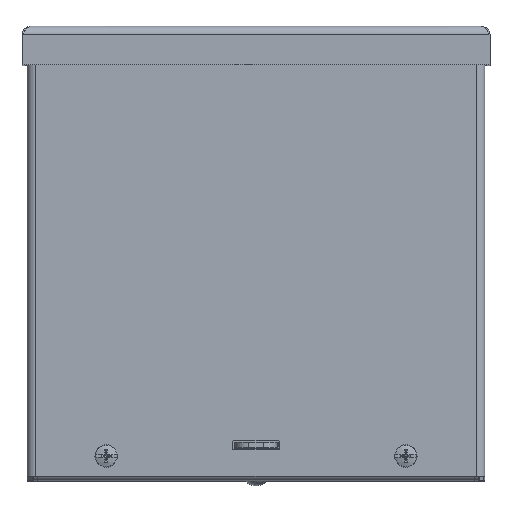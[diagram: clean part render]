
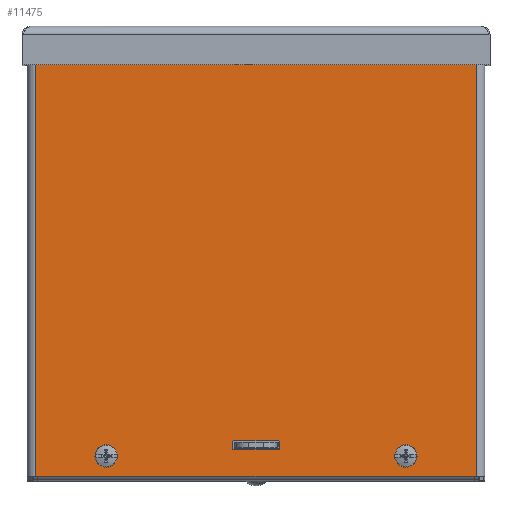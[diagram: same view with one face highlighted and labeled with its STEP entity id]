
A CAD part, top view. The second image highlights one B-rep face of the part: STEP entity #11475.
In plain terms, the highlighted planar face has unit normal (0, 0, 1).
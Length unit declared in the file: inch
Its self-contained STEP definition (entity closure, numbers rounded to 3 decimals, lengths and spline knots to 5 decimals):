
#67 = CARTESIAN_POINT ( 'NONE',  ( 4.059, 3.95313, 4.19362 ) ) ;
#76 = VERTEX_POINT ( 'NONE', #14026 ) ;
#98 = CIRCLE ( 'NONE', #5835, 0.03125 ) ;
#137 = CARTESIAN_POINT ( 'NONE',  ( 0.42188, -1.63713, 4.19362 ) ) ;
#401 = VERTEX_POINT ( 'NONE', #13873 ) ;
#528 = PLANE ( 'NONE',  #13994 ) ;
#556 = CARTESIAN_POINT ( 'NONE',  ( -2.53125, 3.59375, 4.19362 ) ) ;
#905 = DIRECTION ( 'NONE',  ( 1., 0., 0. ) ) ;
#1249 = DIRECTION ( 'NONE',  ( -1., 0., 0. ) ) ;
#1261 = CIRCLE ( 'NONE', #15337, 0.125 ) ;
#1473 = DIRECTION ( 'NONE',  ( -1., 0., 0. ) ) ;
#1561 = LINE ( 'NONE', #8983, #17557 ) ;
#1764 = EDGE_CURVE ( 'NONE', #3373, #8643, #16708, .T. ) ;
#1883 = EDGE_LOOP ( 'NONE', ( #7094 ) ) ;
#2115 = CARTESIAN_POINT ( 'NONE',  ( -0.42188, -1.71525, 4.19362 ) ) ;
#2161 = CARTESIAN_POINT ( 'NONE',  ( 0.39062, -3.44613, 4.19362 ) ) ;
#2214 = ORIENTED_EDGE ( 'NONE', *, *, #5160, .T. ) ;
#2267 = FACE_BOUND ( 'NONE', #3895, .T. ) ;
#2464 = EDGE_CURVE ( 'NONE', #11167, #6863, #1561, .T. ) ;
#2583 = EDGE_LOOP ( 'NONE', ( #16071 ) ) ;
#2644 = DIRECTION ( 'NONE',  ( 0.707, 0.707, 0. ) ) ;
#2697 = EDGE_CURVE ( 'NONE', #11167, #76, #9475, .T. ) ;
#3136 = EDGE_CURVE ( 'NONE', #11911, #5912, #3267, .T. ) ;
#3223 = ORIENTED_EDGE ( 'NONE', *, *, #2697, .F. ) ;
#3267 = LINE ( 'NONE', #9268, #7991 ) ;
#3335 = CARTESIAN_POINT ( 'NONE',  ( 0.39062, -3.28988, 4.19362 ) ) ;
#3373 = VERTEX_POINT ( 'NONE', #4878 ) ;
#3464 = DIRECTION ( 'NONE',  ( 0., 0., 1. ) ) ;
#3895 = EDGE_LOOP ( 'NONE', ( #15429, #15424, #2214, #16147, #7388, #3223, #11634, #13431 ) ) ;
#3963 = VERTEX_POINT ( 'NONE', #2161 ) ;
#4697 = CARTESIAN_POINT ( 'NONE',  ( -2.65625, -3.5625, 4.19362 ) ) ;
#4844 = VECTOR ( 'NONE', #1249, 39.37008 ) ;
#4878 = CARTESIAN_POINT ( 'NONE',  ( 0.42187, -3.32113, 4.19362 ) ) ;
#4895 = VECTOR ( 'NONE', #17379, 39.37008 ) ;
#4929 = DIRECTION ( 'NONE',  ( 0., 0., -1. ) ) ;
#5160 = EDGE_CURVE ( 'NONE', #3963, #7200, #16893, .T. ) ;
#5461 = FACE_BOUND ( 'NONE', #1883, .T. ) ;
#5591 = CARTESIAN_POINT ( 'NONE',  ( 3.90625, -1.95313, 4.19362 ) ) ;
#5608 = CARTESIAN_POINT ( 'NONE',  ( 0.21094, -3.44613, 4.19362 ) ) ;
#5771 = LINE ( 'NONE', #13154, #8993 ) ;
#5781 = ORIENTED_EDGE ( 'NONE', *, *, #10321, .T. ) ;
#5835 = AXIS2_PLACEMENT_3D ( 'NONE', #6254, #3464, #11787 ) ;
#5879 = EDGE_CURVE ( 'NONE', #14201, #76, #7705, .T. ) ;
#5912 = VERTEX_POINT ( 'NONE', #14572 ) ;
#5920 = DIRECTION ( 'NONE',  ( 0., 0., -1. ) ) ;
#5924 = EDGE_CURVE ( 'NONE', #5912, #12530, #5771, .T. ) ;
#5933 = DIRECTION ( 'NONE',  ( 0., -1., 0. ) ) ;
#6167 = EDGE_CURVE ( 'NONE', #3963, #8643, #16750, .T. ) ;
#6254 = CARTESIAN_POINT ( 'NONE',  ( -0.39063, -3.41488, 4.19362 ) ) ;
#6438 = EDGE_CURVE ( 'NONE', #14201, #7200, #98, .T. ) ;
#6582 = DIRECTION ( 'NONE',  ( 1., 0., 0. ) ) ;
#6633 = EDGE_LOOP ( 'NONE', ( #12597 ) ) ;
#6652 = ORIENTED_EDGE ( 'NONE', *, *, #16028, .T. ) ;
#6853 = CIRCLE ( 'NONE', #7413, 0.03125 ) ;
#6863 = VERTEX_POINT ( 'NONE', #3335 ) ;
#6958 = DIRECTION ( 'NONE',  ( 0.707, -0.707, 0. ) ) ;
#6961 = CIRCLE ( 'NONE', #14905, 0.125 ) ;
#6994 = CARTESIAN_POINT ( 'NONE',  ( -0.39063, -3.28988, 4.19362 ) ) ;
#7094 = ORIENTED_EDGE ( 'NONE', *, *, #7223, .T. ) ;
#7200 = VERTEX_POINT ( 'NONE', #16738 ) ;
#7223 = EDGE_CURVE ( 'NONE', #401, #401, #7797, .T. ) ;
#7388 = ORIENTED_EDGE ( 'NONE', *, *, #5879, .T. ) ;
#7413 = AXIS2_PLACEMENT_3D ( 'NONE', #8031, #16288, #2644 ) ;
#7705 = LINE ( 'NONE', #2115, #4895 ) ;
#7797 = CIRCLE ( 'NONE', #14929, 0.125 ) ;
#7956 = AXIS2_PLACEMENT_3D ( 'NONE', #13736, #11084, #15097 ) ;
#7991 = VECTOR ( 'NONE', #12086, 39.37008 ) ;
#8031 = CARTESIAN_POINT ( 'NONE',  ( 0.39063, -3.32113, 4.19362 ) ) ;
#8166 = CARTESIAN_POINT ( 'NONE',  ( -3.90625, 3.95312, 4.19362 ) ) ;
#8592 = CARTESIAN_POINT ( 'NONE',  ( 2.65625, -3.5625, 4.19362 ) ) ;
#8643 = VERTEX_POINT ( 'NONE', #9251 ) ;
#8936 = EDGE_CURVE ( 'NONE', #9669, #9669, #1261, .T. ) ;
#8983 = CARTESIAN_POINT ( 'NONE',  ( -0.21094, -3.28988, 4.19362 ) ) ;
#8993 = VECTOR ( 'NONE', #10328, 39.37008 ) ;
#9185 = CARTESIAN_POINT ( 'NONE',  ( -2.65625, 3.59375, 4.19362 ) ) ;
#9251 = CARTESIAN_POINT ( 'NONE',  ( 0.42187, -3.41488, 4.19362 ) ) ;
#9268 = CARTESIAN_POINT ( 'NONE',  ( -3.90625, 1.98438, 4.19362 ) ) ;
#9307 = CARTESIAN_POINT ( 'NONE',  ( 3.90625, 3.95312, 4.19362 ) ) ;
#9335 = FACE_OUTER_BOUND ( 'NONE', #9798, .T. ) ;
#9475 = CIRCLE ( 'NONE', #7956, 0.03125 ) ;
#9528 = VERTEX_POINT ( 'NONE', #9307 ) ;
#9669 = VERTEX_POINT ( 'NONE', #16802 ) ;
#9798 = EDGE_LOOP ( 'NONE', ( #6652, #13340, #17010, #12895 ) ) ;
#10222 = CIRCLE ( 'NONE', #14454, 0.125 ) ;
#10321 = EDGE_CURVE ( 'NONE', #14595, #14595, #6961, .T. ) ;
#10328 = DIRECTION ( 'NONE',  ( 1., 0., 0. ) ) ;
#10366 = DIRECTION ( 'NONE',  ( 1., 0., 0. ) ) ;
#10701 = VECTOR ( 'NONE', #13770, 39.37008 ) ;
#10758 = DIRECTION ( 'NONE',  ( 0., 0., -1. ) ) ;
#11084 = DIRECTION ( 'NONE',  ( 0., 0., 1. ) ) ;
#11167 = VERTEX_POINT ( 'NONE', #6994 ) ;
#11475 = ADVANCED_FACE ( 'NONE', ( #9335, #17138, #14474, #2267, #5461, #16008 ), #528, .F. ) ;
#11617 = CARTESIAN_POINT ( 'NONE',  ( 2.65625, 3.59375, 4.19362 ) ) ;
#11634 = ORIENTED_EDGE ( 'NONE', *, *, #2464, .T. ) ;
#11787 = DIRECTION ( 'NONE',  ( -0.707, -0.707, 0. ) ) ;
#11911 = VERTEX_POINT ( 'NONE', #8166 ) ;
#11931 = DIRECTION ( 'NONE',  ( 0., 0., -1. ) ) ;
#12086 = DIRECTION ( 'NONE',  ( 0., -1., 0. ) ) ;
#12270 = CARTESIAN_POINT ( 'NONE',  ( 3.90625, -3.92188, 4.19362 ) ) ;
#12332 = VECTOR ( 'NONE', #1473, 39.37008 ) ;
#12530 = VERTEX_POINT ( 'NONE', #12270 ) ;
#12553 = DIRECTION ( 'NONE',  ( 0., 0., -1. ) ) ;
#12597 = ORIENTED_EDGE ( 'NONE', *, *, #16468, .T. ) ;
#12609 = DIRECTION ( 'NONE',  ( 1., 0., 0. ) ) ;
#12725 = CARTESIAN_POINT ( 'NONE',  ( 0.39063, -3.41488, 4.19362 ) ) ;
#12895 = ORIENTED_EDGE ( 'NONE', *, *, #5924, .T. ) ;
#13147 = DIRECTION ( 'NONE',  ( 1., 0., 0. ) ) ;
#13154 = CARTESIAN_POINT ( 'NONE',  ( -4.059, -3.92188, 4.19362 ) ) ;
#13304 = CARTESIAN_POINT ( 'NONE',  ( 0., 0.01562, 4.19362 ) ) ;
#13340 = ORIENTED_EDGE ( 'NONE', *, *, #16362, .T. ) ;
#13431 = ORIENTED_EDGE ( 'NONE', *, *, #15664, .F. ) ;
#13495 = LINE ( 'NONE', #67, #4844 ) ;
#13736 = CARTESIAN_POINT ( 'NONE',  ( -0.39063, -3.32113, 4.19362 ) ) ;
#13770 = DIRECTION ( 'NONE',  ( 0., 1., 0. ) ) ;
#13873 = CARTESIAN_POINT ( 'NONE',  ( 2.78125, -3.5625, 4.19362 ) ) ;
#13927 = DIRECTION ( 'NONE',  ( 0., 0., 1. ) ) ;
#13994 = AXIS2_PLACEMENT_3D ( 'NONE', #13304, #4929, #905 ) ;
#14026 = CARTESIAN_POINT ( 'NONE',  ( -0.42188, -3.32113, 4.19362 ) ) ;
#14098 = CARTESIAN_POINT ( 'NONE',  ( 2.78125, 3.59375, 4.19362 ) ) ;
#14148 = DIRECTION ( 'NONE',  ( 1., 0., 0. ) ) ;
#14201 = VERTEX_POINT ( 'NONE', #16137 ) ;
#14281 = VECTOR ( 'NONE', #5933, 39.37008 ) ;
#14362 = VERTEX_POINT ( 'NONE', #556 ) ;
#14454 = AXIS2_PLACEMENT_3D ( 'NONE', #9185, #10758, #6582 ) ;
#14474 = FACE_BOUND ( 'NONE', #6633, .T. ) ;
#14558 = AXIS2_PLACEMENT_3D ( 'NONE', #12725, #13927, #6958 ) ;
#14572 = CARTESIAN_POINT ( 'NONE',  ( -3.90625, -3.92188, 4.19362 ) ) ;
#14595 = VERTEX_POINT ( 'NONE', #14098 ) ;
#14758 = LINE ( 'NONE', #5591, #10701 ) ;
#14905 = AXIS2_PLACEMENT_3D ( 'NONE', #11617, #11931, #13147 ) ;
#14929 = AXIS2_PLACEMENT_3D ( 'NONE', #8592, #12553, #12609 ) ;
#15097 = DIRECTION ( 'NONE',  ( -0.707, 0.707, 0. ) ) ;
#15337 = AXIS2_PLACEMENT_3D ( 'NONE', #4697, #5920, #14148 ) ;
#15424 = ORIENTED_EDGE ( 'NONE', *, *, #6167, .F. ) ;
#15429 = ORIENTED_EDGE ( 'NONE', *, *, #1764, .T. ) ;
#15664 = EDGE_CURVE ( 'NONE', #3373, #6863, #6853, .T. ) ;
#16008 = FACE_BOUND ( 'NONE', #16833, .T. ) ;
#16028 = EDGE_CURVE ( 'NONE', #12530, #9528, #14758, .T. ) ;
#16071 = ORIENTED_EDGE ( 'NONE', *, *, #8936, .T. ) ;
#16137 = CARTESIAN_POINT ( 'NONE',  ( -0.42188, -3.41488, 4.19362 ) ) ;
#16147 = ORIENTED_EDGE ( 'NONE', *, *, #6438, .F. ) ;
#16288 = DIRECTION ( 'NONE',  ( 0., 0., 1. ) ) ;
#16362 = EDGE_CURVE ( 'NONE', #9528, #11911, #13495, .T. ) ;
#16468 = EDGE_CURVE ( 'NONE', #14362, #14362, #10222, .T. ) ;
#16708 = LINE ( 'NONE', #137, #14281 ) ;
#16738 = CARTESIAN_POINT ( 'NONE',  ( -0.39063, -3.44613, 4.19362 ) ) ;
#16750 = CIRCLE ( 'NONE', #14558, 0.03125 ) ;
#16802 = CARTESIAN_POINT ( 'NONE',  ( -2.53125, -3.5625, 4.19362 ) ) ;
#16833 = EDGE_LOOP ( 'NONE', ( #5781 ) ) ;
#16893 = LINE ( 'NONE', #5608, #12332 ) ;
#17010 = ORIENTED_EDGE ( 'NONE', *, *, #3136, .T. ) ;
#17138 = FACE_BOUND ( 'NONE', #2583, .T. ) ;
#17379 = DIRECTION ( 'NONE',  ( 0., 1., 0. ) ) ;
#17557 = VECTOR ( 'NONE', #10366, 39.37008 ) ;
